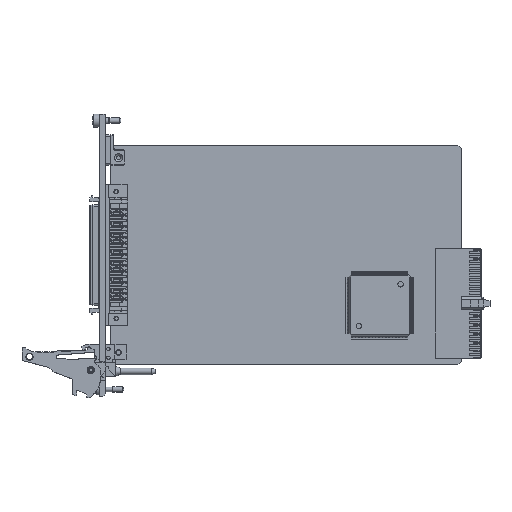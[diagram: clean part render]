
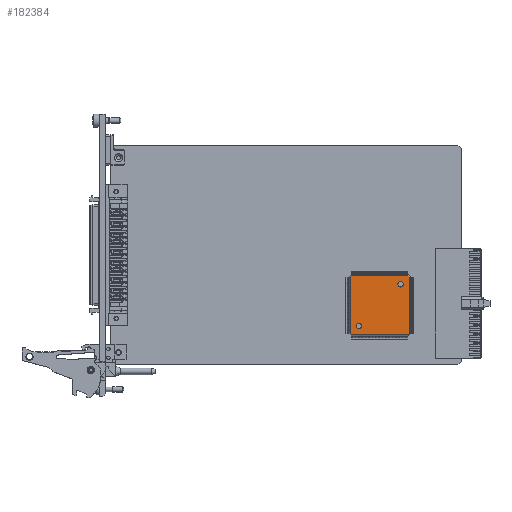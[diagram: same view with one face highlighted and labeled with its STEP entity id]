
A CAD part, top view. The second image highlights one B-rep face of the part: STEP entity #182384.
In plain terms, the highlighted face is planar.
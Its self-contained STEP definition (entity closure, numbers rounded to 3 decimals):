
#1736 = VECTOR ( 'NONE', #55249, 1000. ) ;
#2252 = CARTESIAN_POINT ( 'NONE',  ( 12.678, 1.7, 13.678 ) ) ;
#5407 = VERTEX_POINT ( 'NONE', #122443 ) ;
#8530 = VECTOR ( 'NONE', #34196, 1000. ) ;
#8875 = CARTESIAN_POINT ( 'NONE',  ( 13.544, 1.7, 12.811 ) ) ;
#11184 = EDGE_LOOP ( 'NONE', ( #59608, #126820, #145907, #283912, #253172, #125333, #142929, #229944 ) ) ;
#13014 = EDGE_CURVE ( 'NONE', #54926, #272226, #288593, .T. ) ;
#16244 = VERTEX_POINT ( 'NONE', #104020 ) ;
#16983 = DIRECTION ( 'NONE',  ( 0., 0., -1. ) ) ;
#22053 = CIRCLE ( 'NONE', #147221, 1.25 ) ;
#26916 = ORIENTED_EDGE ( 'NONE', *, *, #115847, .T. ) ;
#27240 = LINE ( 'NONE', #56789, #1736 ) ;
#27249 = CARTESIAN_POINT ( 'NONE',  ( -12.678, 1.7, -13.678 ) ) ;
#34187 = DIRECTION ( 'NONE',  ( 0., 0., -1. ) ) ;
#34196 = DIRECTION ( 'NONE',  ( 0.707, 0., 0.707 ) ) ;
#37256 = DIRECTION ( 'NONE',  ( 0., 0., -1. ) ) ;
#41118 = FACE_BOUND ( 'NONE', #270611, .T. ) ;
#45611 = AXIS2_PLACEMENT_3D ( 'NONE', #219811, #119031, #214068 ) ;
#51591 = ORIENTED_EDGE ( 'NONE', *, *, #82103, .T. ) ;
#53126 = CARTESIAN_POINT ( 'NONE',  ( 13.544, 1.7, 13. ) ) ;
#54926 = VERTEX_POINT ( 'NONE', #137067 ) ;
#55249 = DIRECTION ( 'NONE',  ( -0.707, 0., -0.707 ) ) ;
#56789 = CARTESIAN_POINT ( 'NONE',  ( 12.678, 1.7, -13.678 ) ) ;
#57338 = AXIS2_PLACEMENT_3D ( 'NONE', #170694, #276403, #207938 ) ;
#58945 = VERTEX_POINT ( 'NONE', #265111 ) ;
#59608 = ORIENTED_EDGE ( 'NONE', *, *, #256930, .T. ) ;
#65228 = CIRCLE ( 'NONE', #199626, 1.249 ) ;
#67931 = CARTESIAN_POINT ( 'NONE',  ( 9.544, 1.7, -10.794 ) ) ;
#71230 = LINE ( 'NONE', #283096, #288684 ) ;
#73166 = LINE ( 'NONE', #264659, #139451 ) ;
#75050 = DIRECTION ( 'NONE',  ( 0., 0., -1. ) ) ;
#76578 = LINE ( 'NONE', #53126, #128729 ) ;
#78285 = CARTESIAN_POINT ( 'NONE',  ( -13.544, 1.7, 13. ) ) ;
#82103 = EDGE_CURVE ( 'NONE', #272226, #54926, #22053, .T. ) ;
#83312 = CARTESIAN_POINT ( 'NONE',  ( -13.544, 1.7, -12.811 ) ) ;
#91144 = EDGE_LOOP ( 'NONE', ( #101188, #26916 ) ) ;
#92306 = CIRCLE ( 'NONE', #57338, 1.249 ) ;
#100413 = EDGE_CURVE ( 'NONE', #5407, #16244, #71230, .T. ) ;
#101188 = ORIENTED_EDGE ( 'NONE', *, *, #181837, .T. ) ;
#104020 = CARTESIAN_POINT ( 'NONE',  ( 12.811, 1.7, 13.544 ) ) ;
#108689 = EDGE_CURVE ( 'NONE', #221052, #5407, #157316, .T. ) ;
#111377 = FACE_BOUND ( 'NONE', #91144, .T. ) ;
#115847 = EDGE_CURVE ( 'NONE', #240951, #288780, #92306, .T. ) ;
#119031 = DIRECTION ( 'NONE',  ( 0., 1., 0. ) ) ;
#122412 = DIRECTION ( 'NONE',  ( -0.707, 0., 0.707 ) ) ;
#122443 = CARTESIAN_POINT ( 'NONE',  ( -12.811, 1.7, 13.544 ) ) ;
#123717 = VERTEX_POINT ( 'NONE', #83312 ) ;
#125333 = ORIENTED_EDGE ( 'NONE', *, *, #100413, .T. ) ;
#126820 = ORIENTED_EDGE ( 'NONE', *, *, #210495, .T. ) ;
#128729 = VECTOR ( 'NONE', #75050, 1000. ) ;
#132079 = CARTESIAN_POINT ( 'NONE',  ( -13.544, 1.7, 12.811 ) ) ;
#132381 = DIRECTION ( 'NONE',  ( 0., -1., 0. ) ) ;
#137067 = CARTESIAN_POINT ( 'NONE',  ( 9.544, 1.7, -8.294 ) ) ;
#139451 = VECTOR ( 'NONE', #149368, 1000. ) ;
#142231 = ORIENTED_EDGE ( 'NONE', *, *, #13014, .T. ) ;
#142929 = ORIENTED_EDGE ( 'NONE', *, *, #229147, .T. ) ;
#145907 = ORIENTED_EDGE ( 'NONE', *, *, #218710, .T. ) ;
#147221 = AXIS2_PLACEMENT_3D ( 'NONE', #221316, #297663, #34187 ) ;
#149368 = DIRECTION ( 'NONE',  ( -1., 0., 0. ) ) ;
#152773 = CARTESIAN_POINT ( 'NONE',  ( -12.678, 1.7, 13.678 ) ) ;
#154097 = VERTEX_POINT ( 'NONE', #8875 ) ;
#155634 = VECTOR ( 'NONE', #212730, 1000. ) ;
#157316 = LINE ( 'NONE', #152773, #8530 ) ;
#163864 = VECTOR ( 'NONE', #122412, 1000. ) ;
#170694 = CARTESIAN_POINT ( 'NONE',  ( -9.544, 1.7, 9.544 ) ) ;
#173289 = DIRECTION ( 'NONE',  ( 0., 0., 1. ) ) ;
#181837 = EDGE_CURVE ( 'NONE', #288780, #240951, #65228, .T. ) ;
#182384 = ADVANCED_FACE ( 'NONE', ( #111377, #299907, #41118 ), #296887, .T. ) ;
#199626 = AXIS2_PLACEMENT_3D ( 'NONE', #250764, #132381, #37256 ) ;
#200193 = VERTEX_POINT ( 'NONE', #302031 ) ;
#207938 = DIRECTION ( 'NONE',  ( 0., 0., -1. ) ) ;
#209520 = CARTESIAN_POINT ( 'NONE',  ( -9.544, 1.7, 8.296 ) ) ;
#210495 = EDGE_CURVE ( 'NONE', #58945, #200193, #73166, .T. ) ;
#212730 = DIRECTION ( 'NONE',  ( 0.707, 0., -0.707 ) ) ;
#214068 = DIRECTION ( 'NONE',  ( 0., 0., 1. ) ) ;
#218710 = EDGE_CURVE ( 'NONE', #200193, #123717, #262611, .T. ) ;
#219811 = CARTESIAN_POINT ( 'NONE',  ( 27., 1.7, 0. ) ) ;
#220051 = LINE ( 'NONE', #78285, #286003 ) ;
#221052 = VERTEX_POINT ( 'NONE', #132079 ) ;
#221316 = CARTESIAN_POINT ( 'NONE',  ( 9.544, 1.7, -9.544 ) ) ;
#229147 = EDGE_CURVE ( 'NONE', #16244, #154097, #237598, .T. ) ;
#229944 = ORIENTED_EDGE ( 'NONE', *, *, #261863, .T. ) ;
#230312 = EDGE_CURVE ( 'NONE', #123717, #221052, #220051, .T. ) ;
#230527 = CARTESIAN_POINT ( 'NONE',  ( 9.544, 1.7, -9.544 ) ) ;
#230908 = CARTESIAN_POINT ( 'NONE',  ( -9.544, 1.7, 10.793 ) ) ;
#232053 = DIRECTION ( 'NONE',  ( 0., -1., 0. ) ) ;
#237598 = LINE ( 'NONE', #2252, #155634 ) ;
#240951 = VERTEX_POINT ( 'NONE', #209520 ) ;
#250764 = CARTESIAN_POINT ( 'NONE',  ( -9.544, 1.7, 9.544 ) ) ;
#253172 = ORIENTED_EDGE ( 'NONE', *, *, #108689, .T. ) ;
#253626 = AXIS2_PLACEMENT_3D ( 'NONE', #230527, #232053, #16983 ) ;
#256930 = EDGE_CURVE ( 'NONE', #303474, #58945, #27240, .T. ) ;
#261863 = EDGE_CURVE ( 'NONE', #154097, #303474, #76578, .T. ) ;
#262611 = LINE ( 'NONE', #27249, #163864 ) ;
#264659 = CARTESIAN_POINT ( 'NONE',  ( -13., 1.7, -13.544 ) ) ;
#265111 = CARTESIAN_POINT ( 'NONE',  ( 12.811, 1.7, -13.544 ) ) ;
#268331 = CARTESIAN_POINT ( 'NONE',  ( 13.544, 1.7, -12.811 ) ) ;
#270611 = EDGE_LOOP ( 'NONE', ( #142231, #51591 ) ) ;
#272226 = VERTEX_POINT ( 'NONE', #67931 ) ;
#276403 = DIRECTION ( 'NONE',  ( 0., -1., 0. ) ) ;
#283096 = CARTESIAN_POINT ( 'NONE',  ( -13., 1.7, 13.544 ) ) ;
#283912 = ORIENTED_EDGE ( 'NONE', *, *, #230312, .T. ) ;
#286003 = VECTOR ( 'NONE', #173289, 1000. ) ;
#288593 = CIRCLE ( 'NONE', #253626, 1.25 ) ;
#288684 = VECTOR ( 'NONE', #306618, 1000. ) ;
#288780 = VERTEX_POINT ( 'NONE', #230908 ) ;
#296887 = PLANE ( 'NONE',  #45611 ) ;
#297663 = DIRECTION ( 'NONE',  ( 0., -1., 0. ) ) ;
#299907 = FACE_OUTER_BOUND ( 'NONE', #11184, .T. ) ;
#302031 = CARTESIAN_POINT ( 'NONE',  ( -12.811, 1.7, -13.544 ) ) ;
#303474 = VERTEX_POINT ( 'NONE', #268331 ) ;
#306618 = DIRECTION ( 'NONE',  ( 1., 0., 0. ) ) ;
